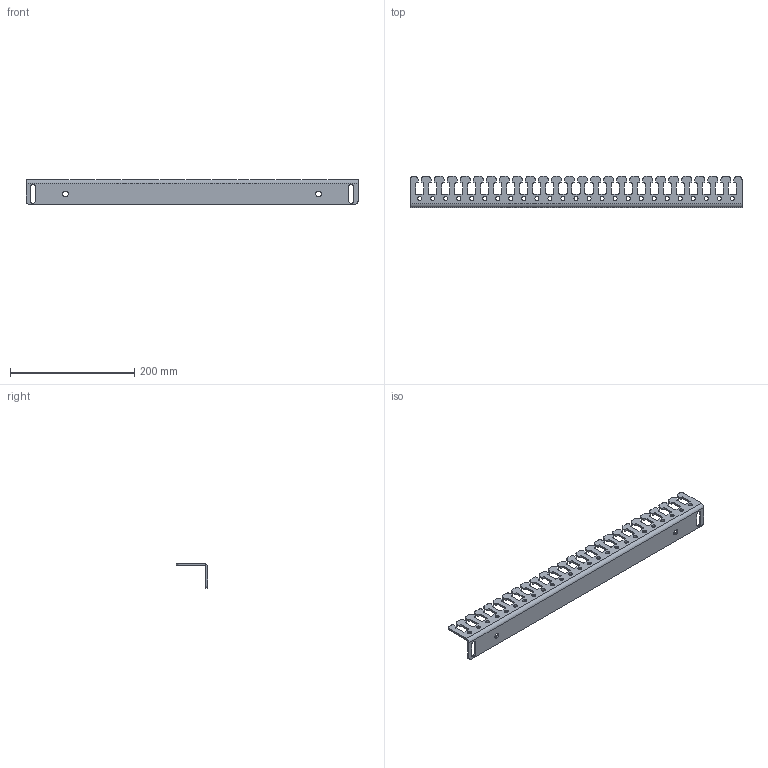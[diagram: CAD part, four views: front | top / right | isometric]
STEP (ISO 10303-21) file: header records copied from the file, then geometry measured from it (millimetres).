
FILE_DESCRIPTION (( 'STEP AP214' ), '1' );
FILE_NAME ('0396-0016-60-00.STEP', '2015-01-14T09:43:12', ( '' ), ( '' ), 'SwSTEP 2.0', 'SolidWorks 2014', '' );
FILE_SCHEMA (( 'AUTOMOTIVE_DESIGN' ));
Length unit declared in the file: millimetre
Products named in the file (1): 0396-0016-60-00
Bounding box: 535 x 50 x 40 mm (x, y, z)
Volume: 108791.2 mm3; surface area: 84678.8 mm2
Topology: 1 solids, 1 shells, 477 faces, 1425 edges, 950 vertices
Faces by surface type: cylinder 265, plane 212
Entity records: 16379 total; most frequent: DIRECTION 2911, CARTESIAN_POINT 2853, ORIENTED_EDGE 2850, EDGE_CURVE 1425, AXIS2_PLACEMENT_3D 1008, VERTEX_POINT 950, LINE 895, VECTOR 895
